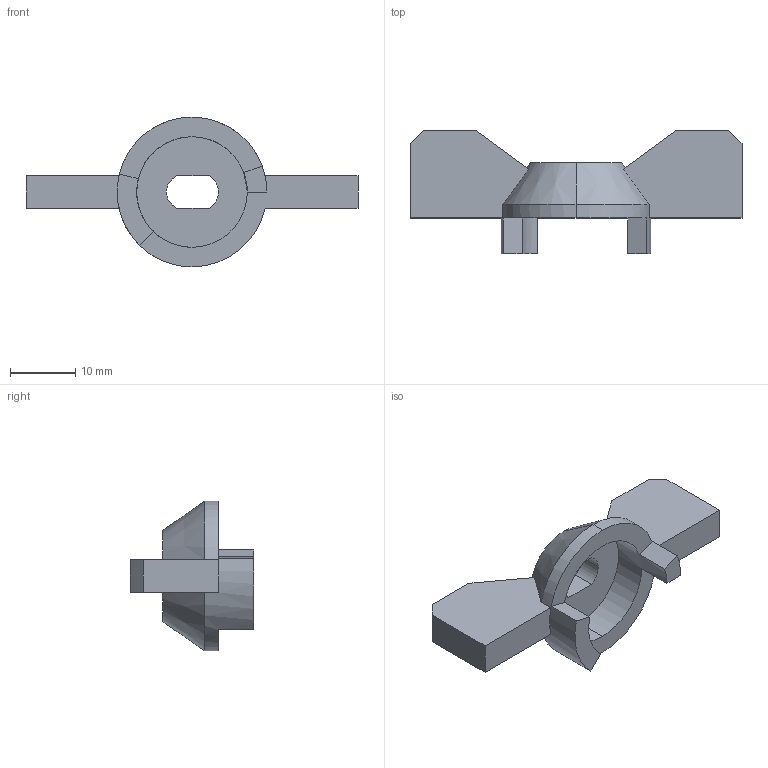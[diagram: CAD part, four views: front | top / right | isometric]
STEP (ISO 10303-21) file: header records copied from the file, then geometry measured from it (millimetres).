
FILE_DESCRIPTION (( 'STEP AP214' ), '1' );
FILE_NAME ('Knob.STEP', '2017-08-30T08:13:53', ( 'Sidh Singh' ), ( '' ), 'SwSTEP 2.0', 'SolidWorks 2012', '' );
FILE_SCHEMA (( 'AUTOMOTIVE_DESIGN' ));
Length unit declared in the file: millimetre
Products named in the file (1): Knob
Bounding box: 51 x 19 x 23 mm (x, y, z)
Volume: 3580.7 mm3; surface area: 2843.8 mm2
Topology: 1 solids, 1 shells, 38 faces, 106 edges, 70 vertices
Faces by surface type: plane 29, cylinder 7, cone 2
Entity records: 1684 total; most frequent: CARTESIAN_POINT 245, ORIENTED_EDGE 212, DIRECTION 200, EDGE_CURVE 106, LINE 70, VECTOR 70, VERTEX_POINT 70, AXIS2_PLACEMENT_3D 65
